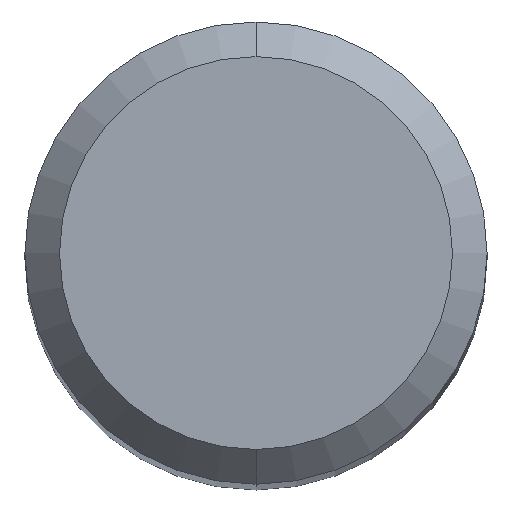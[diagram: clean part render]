
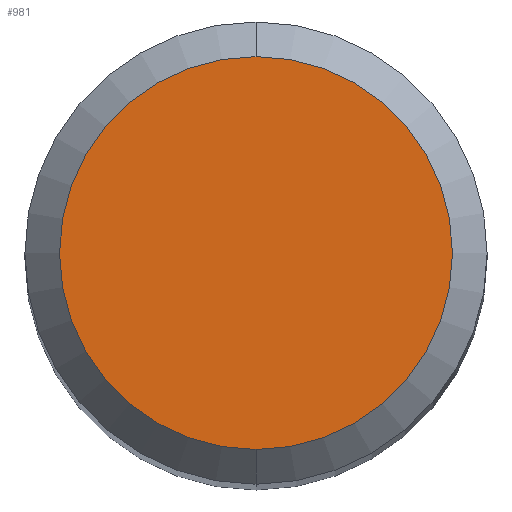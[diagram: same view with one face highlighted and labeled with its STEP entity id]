
A CAD part, top view. The second image highlights one B-rep face of the part: STEP entity #981.
In plain terms, the highlighted planar face has unit normal (0, 0, 1).
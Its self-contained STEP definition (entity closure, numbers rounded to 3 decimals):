
#461=EDGE_CURVE('',#927,#695,#1128,.T.);
#695=VERTEX_POINT('',#1381);
#927=VERTEX_POINT('',#1637);
#935=EDGE_CURVE('',#695,#927,#1645,.T.);
#981=ADVANCED_FACE('',(#1699),#1700,.T.);
#1128=CIRCLE('',#3093,1.7);
#1381=CARTESIAN_POINT('',(0.0,1.7,0.0));
#1637=CARTESIAN_POINT('',(0.,-1.7,0.0));
#1645=CIRCLE('',#8904,1.7);
#1699=FACE_OUTER_BOUND('',#9139,.T.);
#1700=PLANE('',#9140);
#3093=AXIS2_PLACEMENT_3D('',#9280,#9281,#9282);
#8904=AXIS2_PLACEMENT_3D('',#9800,#9801,#9802);
#9139=EDGE_LOOP('',(#9899,#9900));
#9140=AXIS2_PLACEMENT_3D('',#9901,#9902,#9903);
#9280=CARTESIAN_POINT('',(0.0,0.0,0.0));
#9281=DIRECTION('',(0.0,0.0,-1.0));
#9282=DIRECTION('',(0.0,1.0,0.0));
#9800=CARTESIAN_POINT('',(0.0,0.0,0.0));
#9801=DIRECTION('',(0.0,0.0,-1.0));
#9802=DIRECTION('',(0.0,1.0,0.0));
#9899=ORIENTED_EDGE('',*,*,#935,.F.);
#9900=ORIENTED_EDGE('',*,*,#461,.F.);
#9901=CARTESIAN_POINT('',(0.0,0.85,0.0));
#9902=DIRECTION('',(-0.0,0.0,1.0));
#9903=DIRECTION('',(0.0,-1.0,0.0));
